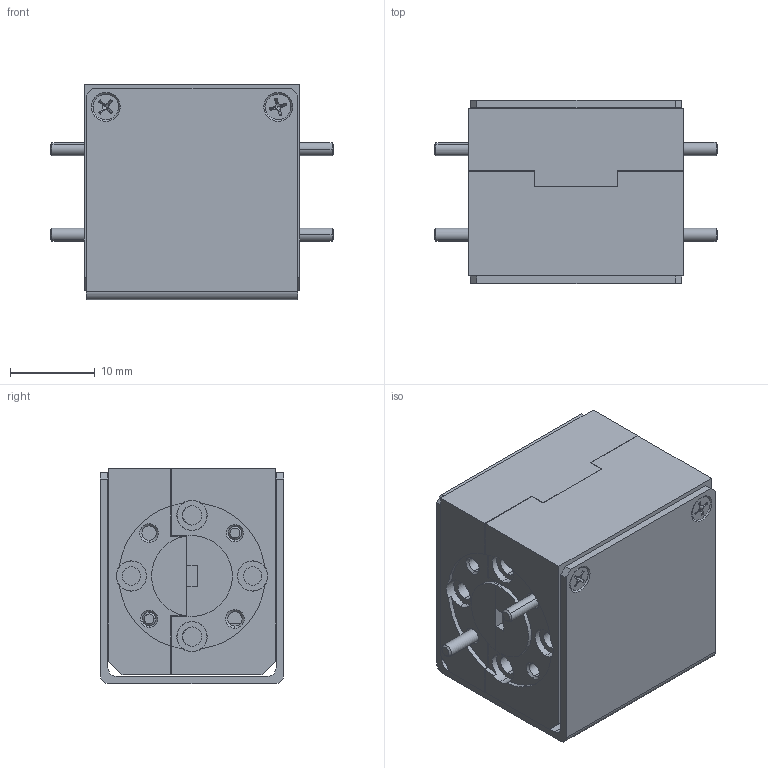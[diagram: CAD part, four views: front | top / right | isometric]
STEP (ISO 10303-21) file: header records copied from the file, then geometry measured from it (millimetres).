
FILE_DESCRIPTION (( 'STEP AP214' ), '1' );
FILE_NAME ('NW-IW-A-SH1, Defeatured.STEP', '2025-06-10T17:19:26', ( '' ), ( '' ), 'SwSTEP 2.0', 'SolidWorks 2021', '' );
FILE_SCHEMA (( 'AUTOMOTIVE_DESIGN' ));
Length unit declared in the file: inch
Products named in the file (1): NW-IW-A-SH1, Defeatured
Bounding box: 33.4 x 21.6 x 25.4 mm (x, y, z)
Volume: 13610.6 mm3; surface area: 9512 mm2
Topology: 9 solids, 9 shells, 477 faces, 1245 edges, 799 vertices
Faces by surface type: cylinder 183, plane 179, cone 91, torus 20, bspline 4
Entity records: 18205 total; most frequent: CARTESIAN_POINT 3231, DIRECTION 2526, ORIENTED_EDGE 2474, EDGE_CURVE 1237, AXIS2_PLACEMENT_3D 954, VERTEX_POINT 799, LINE 618, VECTOR 618
